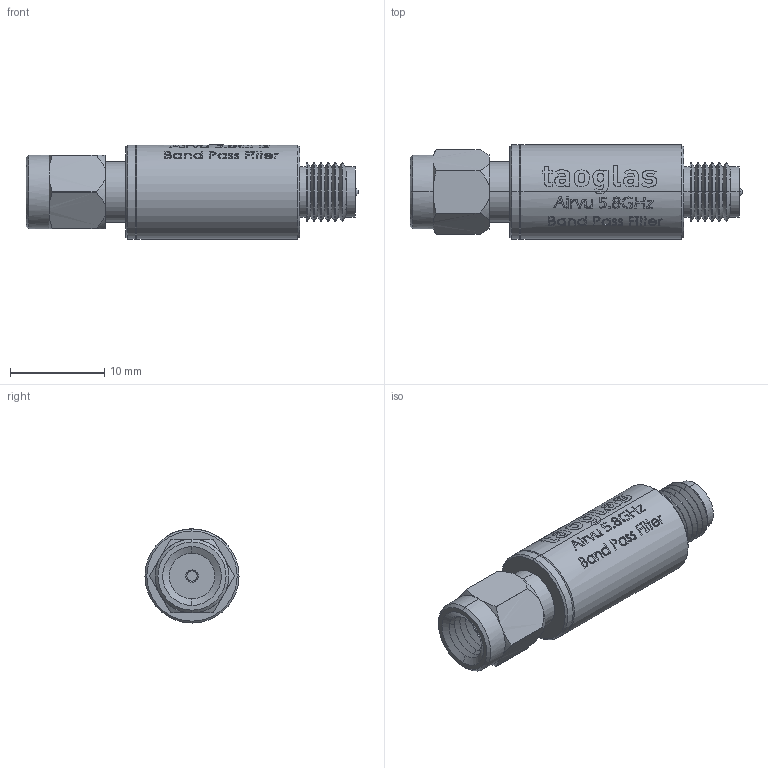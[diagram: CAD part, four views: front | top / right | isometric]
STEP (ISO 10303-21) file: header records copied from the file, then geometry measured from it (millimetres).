
FILE_DESCRIPTION (( 'STEP AP214' ), '1' );
FILE_NAME ('BPF.58.01_Web.STEP', '2024-12-04T01:12:23', ( '' ), ( '' ), 'SwSTEP 2.0', 'SolidWorks 2022', '' );
FILE_SCHEMA (( 'AUTOMOTIVE_DESIGN' ));
Length unit declared in the file: millimetre
Products named in the file (1): BPF.58.01_Web
Bounding box: 35.3 x 10 x 10.01 mm (x, y, z)
Volume: 1937.7 mm3; surface area: 1448.7 mm2
Topology: 1 solids, 1 shells, 612 faces, 1600 edges, 1046 vertices
Faces by surface type: bspline 440, cylinder 87, cone 66, plane 19
Entity records: 43458 total; most frequent: CARTESIAN_POINT 25890, ORIENTED_EDGE 3200, EDGE_CURVE 1600, B_SPLINE_CURVE_WITH_KNOTS 1352, VERTEX_POINT 1046, DIRECTION 734, EDGE_LOOP 668, ADVANCED_FACE 612
